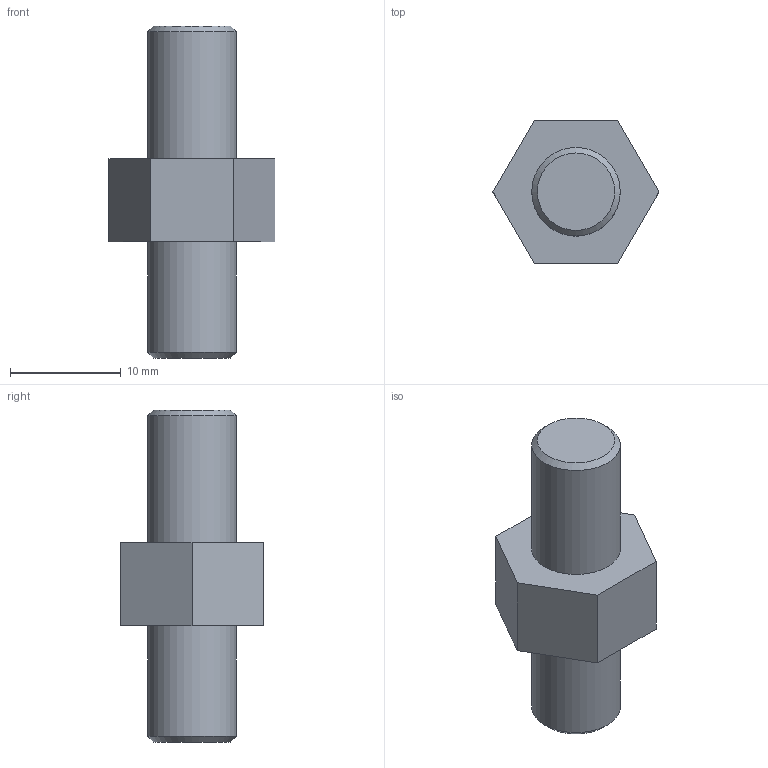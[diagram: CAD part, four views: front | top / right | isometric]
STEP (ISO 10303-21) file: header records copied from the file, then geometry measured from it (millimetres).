
FILE_DESCRIPTION(/* description */ ('PERNO ESAGONALE x MOLLA A GAS H 7,5'),/* implementation_level */ '2;1');
FILE_NAME(/* name */ 'DPEMG0000003 (XT90069).stp',/* time_stamp */ '2022-11-24T11:38:03+01:00',/* author */ ('tecnico7'),/* organization */ (''),/* preprocessor_version */ 'ST-DEVELOPER v18.1',/* originating_system */ 'Autodesk Inventor 2022',/* authorisation */ '');
FILE_SCHEMA (('AUTOMOTIVE_DESIGN { 1 0 10303 214 3 1 1 }'));
Length unit declared in the file: millimetre
Products named in the file (1): DPEMG0000003
Bounding box: 15 x 12.99 x 30 mm (x, y, z)
Volume: 2221 mm3; surface area: 1179.9 mm2
Topology: 1 solids, 1 shells, 14 faces, 28 edges, 18 vertices
Faces by surface type: plane 10, cone 2, cylinder 2
Full cylindrical faces by diameter (mm): 8 x2
Entity records: 405 total; most frequent: DIRECTION 64, CARTESIAN_POINT 61, ORIENTED_EDGE 56, EDGE_CURVE 28, LINE 22, VECTOR 22, AXIS2_PLACEMENT_3D 21, VERTEX_POINT 18
